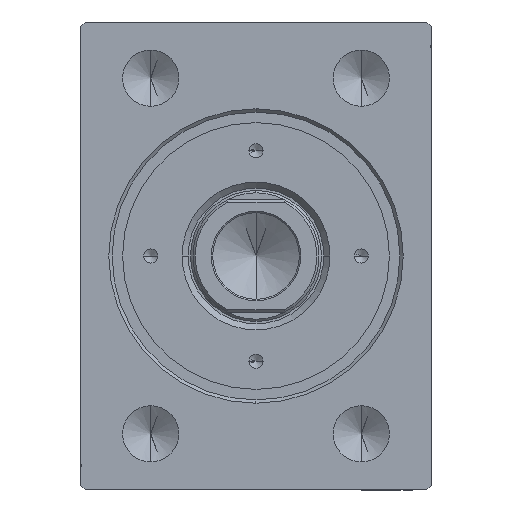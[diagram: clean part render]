
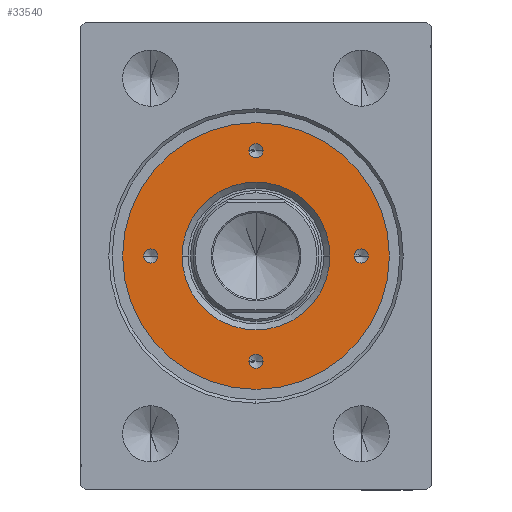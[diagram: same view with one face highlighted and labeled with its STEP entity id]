
A CAD part, left-side view. The second image highlights one B-rep face of the part: STEP entity #33540.
In plain terms, the highlighted face is planar.
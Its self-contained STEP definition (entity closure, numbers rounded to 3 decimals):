
#14 = CARTESIAN_POINT ( 'NONE',  ( 22.5, 0., 10. ) ) ;
#286 = VERTEX_POINT ( 'NONE', #34345 ) ;
#328 = CARTESIAN_POINT ( 'NONE',  ( 1.5, 22.5, 10. ) ) ;
#517 = CARTESIAN_POINT ( 'NONE',  ( 0., -22.5, 10. ) ) ;
#599 = CIRCLE ( 'NONE', #21158, 1.5 ) ;
#1146 = CIRCLE ( 'NONE', #37389, 28.5 ) ;
#1470 = CIRCLE ( 'NONE', #22781, 15.8 ) ;
#1781 = CIRCLE ( 'NONE', #11098, 28.5 ) ;
#1825 = CIRCLE ( 'NONE', #12477, 1.5 ) ;
#2121 = AXIS2_PLACEMENT_3D ( 'NONE', #9164, #2278, #15832 ) ;
#2221 = VERTEX_POINT ( 'NONE', #32183 ) ;
#2278 = DIRECTION ( 'NONE',  ( 0., 0., 1. ) ) ;
#2575 = AXIS2_PLACEMENT_3D ( 'NONE', #18354, #21910, #21691 ) ;
#2735 = ORIENTED_EDGE ( 'NONE', *, *, #19271, .T. ) ;
#3675 = DIRECTION ( 'NONE',  ( 0., 0., 1. ) ) ;
#3761 = CARTESIAN_POINT ( 'NONE',  ( 0., 22.5, 10. ) ) ;
#3981 = DIRECTION ( 'NONE',  ( 1., 0., 0. ) ) ;
#4563 = EDGE_LOOP ( 'NONE', ( #35411, #21339 ) ) ;
#5703 = VERTEX_POINT ( 'NONE', #42662 ) ;
#7337 = DIRECTION ( 'NONE',  ( 1., 0., 0. ) ) ;
#8027 = DIRECTION ( 'NONE',  ( 1., 0., 0. ) ) ;
#8594 = ORIENTED_EDGE ( 'NONE', *, *, #24184, .F. ) ;
#9035 = ORIENTED_EDGE ( 'NONE', *, *, #18450, .T. ) ;
#9164 = CARTESIAN_POINT ( 'NONE',  ( -22.5, 0., 10. ) ) ;
#9432 = FACE_BOUND ( 'NONE', #39240, .T. ) ;
#9493 = CARTESIAN_POINT ( 'NONE',  ( 24., 0., 10. ) ) ;
#9543 = EDGE_LOOP ( 'NONE', ( #2735, #9035 ) ) ;
#10011 = DIRECTION ( 'NONE',  ( 0., 0., -1. ) ) ;
#10227 = CARTESIAN_POINT ( 'NONE',  ( 0., 0., 10. ) ) ;
#10915 = CARTESIAN_POINT ( 'NONE',  ( -1.5, -22.5, 10. ) ) ;
#11098 = AXIS2_PLACEMENT_3D ( 'NONE', #27245, #3675, #26818 ) ;
#11234 = CIRCLE ( 'NONE', #32568, 1.5 ) ;
#12173 = EDGE_CURVE ( 'NONE', #34394, #43444, #43924, .T. ) ;
#12478 = ORIENTED_EDGE ( 'NONE', *, *, #27735, .F. ) ;
#12477 = AXIS2_PLACEMENT_3D ( 'NONE', #34283, #23833, #8027 ) ;
#12524 = EDGE_CURVE ( 'NONE', #5703, #25607, #20458, .T. ) ;
#12978 = CARTESIAN_POINT ( 'NONE',  ( 0., 0., 10. ) ) ;
#13485 = VERTEX_POINT ( 'NONE', #42164 ) ;
#13755 = CARTESIAN_POINT ( 'NONE',  ( 0., 22.5, 10. ) ) ;
#14312 = CARTESIAN_POINT ( 'NONE',  ( 0., 0., 10. ) ) ;
#14416 = DIRECTION ( 'NONE',  ( 1., 0., 0. ) ) ;
#15309 = CIRCLE ( 'NONE', #2575, 1.5 ) ;
#15608 = CIRCLE ( 'NONE', #2121, 1.5 ) ;
#15832 = DIRECTION ( 'NONE',  ( 1., 0., 0. ) ) ;
#15837 = VERTEX_POINT ( 'NONE', #20224 ) ;
#16538 = DIRECTION ( 'NONE',  ( 0., 0., 1. ) ) ;
#16902 = DIRECTION ( 'NONE',  ( 0., 0., 1. ) ) ;
#17164 = EDGE_CURVE ( 'NONE', #286, #13485, #15309, .T. ) ;
#17349 = EDGE_CURVE ( 'NONE', #42131, #30306, #1825, .T. ) ;
#17589 = DIRECTION ( 'NONE',  ( 1., 0., 0. ) ) ;
#18354 = CARTESIAN_POINT ( 'NONE',  ( -22.5, 0., 10. ) ) ;
#18361 = CIRCLE ( 'NONE', #30450, 1.5 ) ;
#18450 = EDGE_CURVE ( 'NONE', #15837, #24470, #1146, .T. ) ;
#19271 = EDGE_CURVE ( 'NONE', #24470, #15837, #1781, .T. ) ;
#19664 = FACE_BOUND ( 'NONE', #24406, .T. ) ;
#19883 = FACE_BOUND ( 'NONE', #19971, .T. ) ;
#19971 = EDGE_LOOP ( 'NONE', ( #12478, #33211 ) ) ;
#20224 = CARTESIAN_POINT ( 'NONE',  ( 28.5, 0., 10. ) ) ;
#20290 = DIRECTION ( 'NONE',  ( 0., 0., 1. ) ) ;
#20458 = CIRCLE ( 'NONE', #27531, 1.5 ) ;
#21158 = AXIS2_PLACEMENT_3D ( 'NONE', #33861, #20290, #17589 ) ;
#21339 = ORIENTED_EDGE ( 'NONE', *, *, #12173, .T. ) ;
#21691 = DIRECTION ( 'NONE',  ( 1., 0., 0. ) ) ;
#21910 = DIRECTION ( 'NONE',  ( 0., 0., 1. ) ) ;
#22054 = CARTESIAN_POINT ( 'NONE',  ( 15.8, 0., 10. ) ) ;
#22781 = AXIS2_PLACEMENT_3D ( 'NONE', #10227, #10011, #7337 ) ;
#23833 = DIRECTION ( 'NONE',  ( 0., 0., 1. ) ) ;
#24184 = EDGE_CURVE ( 'NONE', #25607, #5703, #599, .T. ) ;
#24291 = DIRECTION ( 'NONE',  ( 1., 0., 0. ) ) ;
#24406 = EDGE_LOOP ( 'NONE', ( #31213, #29423 ) ) ;
#24470 = VERTEX_POINT ( 'NONE', #35270 ) ;
#25607 = VERTEX_POINT ( 'NONE', #10915 ) ;
#25781 = EDGE_CURVE ( 'NONE', #2221, #40323, #18361, .T. ) ;
#25790 = EDGE_CURVE ( 'NONE', #40323, #2221, #11234, .T. ) ;
#26077 = CARTESIAN_POINT ( 'NONE',  ( -15.8, 0., 10. ) ) ;
#26818 = DIRECTION ( 'NONE',  ( 1., 0., 0. ) ) ;
#27245 = CARTESIAN_POINT ( 'NONE',  ( 0., 0., 10. ) ) ;
#27531 = AXIS2_PLACEMENT_3D ( 'NONE', #517, #30982, #24291 ) ;
#27735 = EDGE_CURVE ( 'NONE', #13485, #286, #15608, .T. ) ;
#27886 = DIRECTION ( 'NONE',  ( 1., 0., 0. ) ) ;
#28202 = DIRECTION ( 'NONE',  ( 0., 0., 1. ) ) ;
#29233 = AXIS2_PLACEMENT_3D ( 'NONE', #14, #16902, #40726 ) ;
#29423 = ORIENTED_EDGE ( 'NONE', *, *, #25781, .F. ) ;
#29675 = FACE_BOUND ( 'NONE', #30008, .T. ) ;
#29896 = FACE_BOUND ( 'NONE', #4563, .T. ) ;
#30008 = EDGE_LOOP ( 'NONE', ( #38979, #36775 ) ) ;
#30113 = DIRECTION ( 'NONE',  ( 1., 0., 0. ) ) ;
#30306 = VERTEX_POINT ( 'NONE', #9493 ) ;
#30450 = AXIS2_PLACEMENT_3D ( 'NONE', #13755, #34012, #41566 ) ;
#30982 = DIRECTION ( 'NONE',  ( 0., 0., 1. ) ) ;
#31117 = CARTESIAN_POINT ( 'NONE',  ( 0., 0., 10. ) ) ;
#31213 = ORIENTED_EDGE ( 'NONE', *, *, #25790, .F. ) ;
#31759 = DIRECTION ( 'NONE',  ( 0., 0., -1. ) ) ;
#31761 = EDGE_CURVE ( 'NONE', #43444, #34394, #1470, .T. ) ;
#32113 = CARTESIAN_POINT ( 'NONE',  ( 21., 0., 10. ) ) ;
#32183 = CARTESIAN_POINT ( 'NONE',  ( -1.5, 22.5, 10. ) ) ;
#32568 = AXIS2_PLACEMENT_3D ( 'NONE', #3761, #28202, #3981 ) ;
#33211 = ORIENTED_EDGE ( 'NONE', *, *, #17164, .F. ) ;
#33457 = PLANE ( 'NONE',  #34215 ) ;
#33540 = ADVANCED_FACE ( 'NONE', ( #19883, #19664, #29675, #9432, #29896, #43488 ), #33457, .T. ) ;
#33861 = CARTESIAN_POINT ( 'NONE',  ( 0., -22.5, 10. ) ) ;
#34012 = DIRECTION ( 'NONE',  ( 0., 0., 1. ) ) ;
#34215 = AXIS2_PLACEMENT_3D ( 'NONE', #12978, #16538, #30113 ) ;
#34283 = CARTESIAN_POINT ( 'NONE',  ( 22.5, 0., 10. ) ) ;
#34345 = CARTESIAN_POINT ( 'NONE',  ( -24., 0., 10. ) ) ;
#34394 = VERTEX_POINT ( 'NONE', #26077 ) ;
#35270 = CARTESIAN_POINT ( 'NONE',  ( -28.5, 0., 10. ) ) ;
#35411 = ORIENTED_EDGE ( 'NONE', *, *, #31761, .T. ) ;
#36775 = ORIENTED_EDGE ( 'NONE', *, *, #17349, .F. ) ;
#36950 = EDGE_CURVE ( 'NONE', #30306, #42131, #42746, .T. ) ;
#37389 = AXIS2_PLACEMENT_3D ( 'NONE', #14312, #38558, #27886 ) ;
#37967 = ORIENTED_EDGE ( 'NONE', *, *, #12524, .F. ) ;
#38558 = DIRECTION ( 'NONE',  ( 0., 0., 1. ) ) ;
#38979 = ORIENTED_EDGE ( 'NONE', *, *, #36950, .F. ) ;
#39240 = EDGE_LOOP ( 'NONE', ( #37967, #8594 ) ) ;
#40323 = VERTEX_POINT ( 'NONE', #328 ) ;
#40726 = DIRECTION ( 'NONE',  ( 1., 0., 0. ) ) ;
#41566 = DIRECTION ( 'NONE',  ( 1., 0., 0. ) ) ;
#41775 = AXIS2_PLACEMENT_3D ( 'NONE', #31117, #31759, #14416 ) ;
#42131 = VERTEX_POINT ( 'NONE', #32113 ) ;
#42164 = CARTESIAN_POINT ( 'NONE',  ( -21., 0., 10. ) ) ;
#42662 = CARTESIAN_POINT ( 'NONE',  ( 1.5, -22.5, 10. ) ) ;
#42746 = CIRCLE ( 'NONE', #29233, 1.5 ) ;
#43444 = VERTEX_POINT ( 'NONE', #22054 ) ;
#43488 = FACE_OUTER_BOUND ( 'NONE', #9543, .T. ) ;
#43924 = CIRCLE ( 'NONE', #41775, 15.8 ) ;
